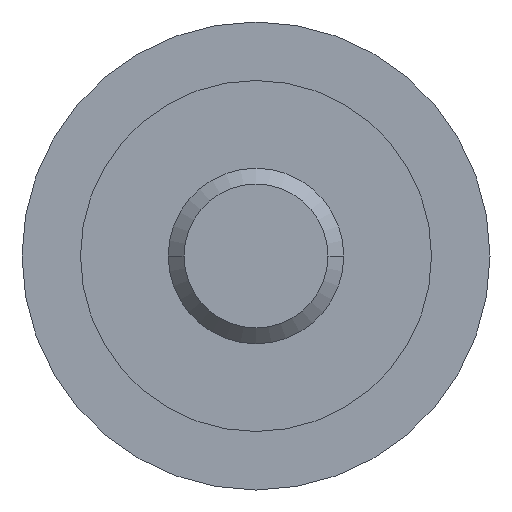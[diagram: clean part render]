
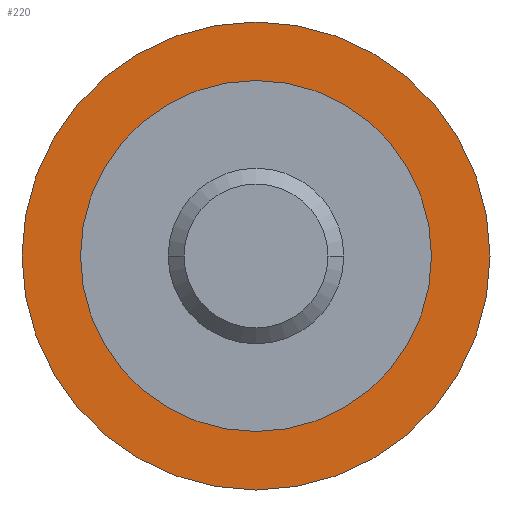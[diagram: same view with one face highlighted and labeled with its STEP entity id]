
A CAD part, front view. The second image highlights one B-rep face of the part: STEP entity #220.
In plain terms, the highlighted planar face has unit normal (0, -1, 0).
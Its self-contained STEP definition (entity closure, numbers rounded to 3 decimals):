
#160=VERTEX_POINT('',#406);
#202=VERTEX_POINT('',#456);
#220=ADVANCED_FACE('',(#477,#478),#479,.T.);
#264=VERTEX_POINT('',#527);
#292=VERTEX_POINT('',#559);
#308=EDGE_CURVE('',#264,#202,#577,.T.);
#320=EDGE_CURVE('',#292,#160,#590,.T.);
#358=EDGE_CURVE('',#202,#264,#634,.T.);
#366=EDGE_CURVE('',#160,#292,#642,.T.);
#406=CARTESIAN_POINT('',(4.0,0.0,0.0));
#456=CARTESIAN_POINT('',(3.0,0.0,0.));
#477=FACE_BOUND('',#770,.T.);
#478=FACE_OUTER_BOUND('',#771,.T.);
#479=PLANE('',#772);
#527=CARTESIAN_POINT('',(-3.0,0.0,0.));
#559=CARTESIAN_POINT('',(-4.0,0.0,0.));
#577=CIRCLE('',#896,3.0);
#590=CIRCLE('',#911,4.0);
#634=CIRCLE('',#968,3.0);
#642=CIRCLE('',#979,4.0);
#770=EDGE_LOOP('',(#1101,#1102));
#771=EDGE_LOOP('',(#1103,#1104));
#772=AXIS2_PLACEMENT_3D('',#1105,#1106,#1107);
#896=AXIS2_PLACEMENT_3D('',#1215,#1216,#1217);
#911=AXIS2_PLACEMENT_3D('',#1227,#1228,#1229);
#968=AXIS2_PLACEMENT_3D('',#1293,#1294,#1295);
#979=AXIS2_PLACEMENT_3D('',#1302,#1303,#1304);
#1101=ORIENTED_EDGE('',*,*,#308,.T.);
#1102=ORIENTED_EDGE('',*,*,#358,.T.);
#1103=ORIENTED_EDGE('',*,*,#366,.T.);
#1104=ORIENTED_EDGE('',*,*,#320,.T.);
#1105=CARTESIAN_POINT('',(0.0,0.0,0.0));
#1106=DIRECTION('',(0.0,-1.0,0.0));
#1107=DIRECTION('',(-1.0,0.0,0.0));
#1215=CARTESIAN_POINT('',(0.0,0.0,0.0));
#1216=DIRECTION('',(-0.0,1.0,0.0));
#1217=DIRECTION('',(1.0,0.0,0.0));
#1227=CARTESIAN_POINT('',(0.0,0.0,0.0));
#1228=DIRECTION('',(0.0,-1.0,0.0));
#1229=DIRECTION('',(1.0,0.0,0.0));
#1293=CARTESIAN_POINT('',(0.0,0.0,0.0));
#1294=DIRECTION('',(-0.0,1.0,0.0));
#1295=DIRECTION('',(1.0,0.0,0.0));
#1302=CARTESIAN_POINT('',(0.0,0.0,0.0));
#1303=DIRECTION('',(0.0,-1.0,0.0));
#1304=DIRECTION('',(1.0,0.0,0.0));
